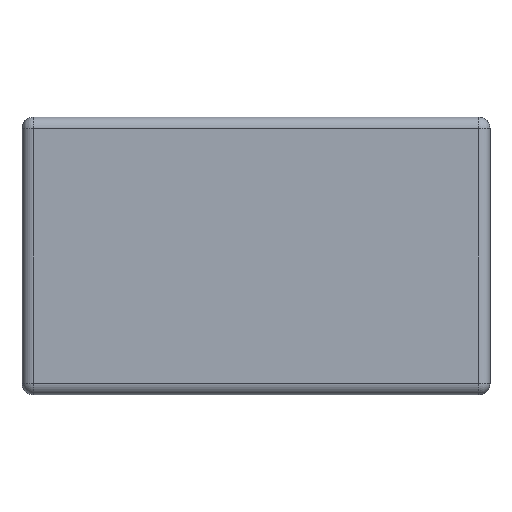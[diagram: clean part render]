
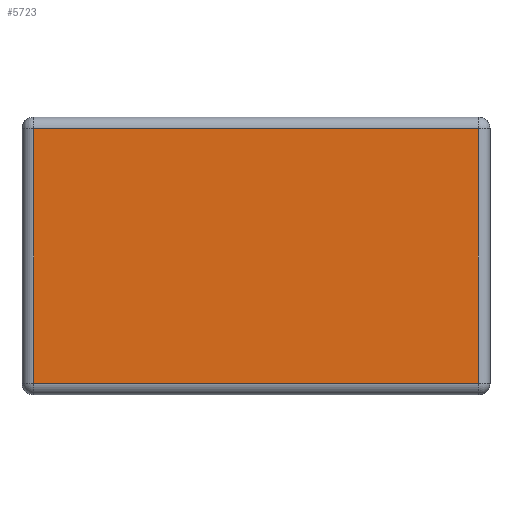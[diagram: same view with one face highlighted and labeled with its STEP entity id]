
A CAD part, left-side view. The second image highlights one B-rep face of the part: STEP entity #5723.
In plain terms, the highlighted planar face has unit normal (-1, 0, 0).
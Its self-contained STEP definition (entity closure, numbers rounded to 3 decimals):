
#158 = VECTOR ( 'NONE', #13282, 1000. ) ;
#305 = LINE ( 'NONE', #2771, #13458 ) ;
#325 = ORIENTED_EDGE ( 'NONE', *, *, #1365, .T. ) ;
#1365 = EDGE_CURVE ( 'NONE', #13059, #6454, #6548, .T. ) ;
#1428 = DIRECTION ( 'NONE',  ( 0., -1., 0. ) ) ;
#1539 = DIRECTION ( 'NONE',  ( -1., 0., 0. ) ) ;
#2452 = CARTESIAN_POINT ( 'NONE',  ( -1., -0.76, 0.475 ) ) ;
#2496 = CARTESIAN_POINT ( 'NONE',  ( -1., -0.76, 0.435 ) ) ;
#2771 = CARTESIAN_POINT ( 'NONE',  ( -1., -0.8, -0.435 ) ) ;
#2793 = CARTESIAN_POINT ( 'NONE',  ( -1., 0., 0. ) ) ;
#5723 = ADVANCED_FACE ( 'NONE', ( #8008 ), #10518, .T. ) ;
#6454 = VERTEX_POINT ( 'NONE', #7703 ) ;
#6548 = LINE ( 'NONE', #15255, #11592 ) ;
#7346 = DIRECTION ( 'NONE',  ( 0., 0., 1. ) ) ;
#7496 = EDGE_CURVE ( 'NONE', #9181, #12159, #305, .T. ) ;
#7703 = CARTESIAN_POINT ( 'NONE',  ( -1., 0.76, 0.435 ) ) ;
#8008 = FACE_OUTER_BOUND ( 'NONE', #10443, .T. ) ;
#8056 = ORIENTED_EDGE ( 'NONE', *, *, #13546, .T. ) ;
#8321 = CARTESIAN_POINT ( 'NONE',  ( -1., 0.76, -0.435 ) ) ;
#9181 = VERTEX_POINT ( 'NONE', #8321 ) ;
#10443 = EDGE_LOOP ( 'NONE', ( #325, #14089, #11754, #8056 ) ) ;
#10518 = PLANE ( 'NONE',  #11386 ) ;
#10727 = LINE ( 'NONE', #15822, #158 ) ;
#11386 = AXIS2_PLACEMENT_3D ( 'NONE', #2793, #1539, #12820 ) ;
#11592 = VECTOR ( 'NONE', #13940, 1000. ) ;
#11754 = ORIENTED_EDGE ( 'NONE', *, *, #7496, .T. ) ;
#12159 = VERTEX_POINT ( 'NONE', #12277 ) ;
#12277 = CARTESIAN_POINT ( 'NONE',  ( -1., -0.76, -0.435 ) ) ;
#12820 = DIRECTION ( 'NONE',  ( 0., 0., -1. ) ) ;
#13059 = VERTEX_POINT ( 'NONE', #2496 ) ;
#13282 = DIRECTION ( 'NONE',  ( 0., 0., -1. ) ) ;
#13458 = VECTOR ( 'NONE', #1428, 1000. ) ;
#13546 = EDGE_CURVE ( 'NONE', #12159, #13059, #13561, .T. ) ;
#13561 = LINE ( 'NONE', #2452, #16073 ) ;
#13940 = DIRECTION ( 'NONE',  ( 0., 1., 0. ) ) ;
#14089 = ORIENTED_EDGE ( 'NONE', *, *, #15575, .T. ) ;
#15255 = CARTESIAN_POINT ( 'NONE',  ( -1., 0.8, 0.435 ) ) ;
#15575 = EDGE_CURVE ( 'NONE', #6454, #9181, #10727, .T. ) ;
#15822 = CARTESIAN_POINT ( 'NONE',  ( -1., 0.76, -0.475 ) ) ;
#16073 = VECTOR ( 'NONE', #7346, 1000. ) ;
